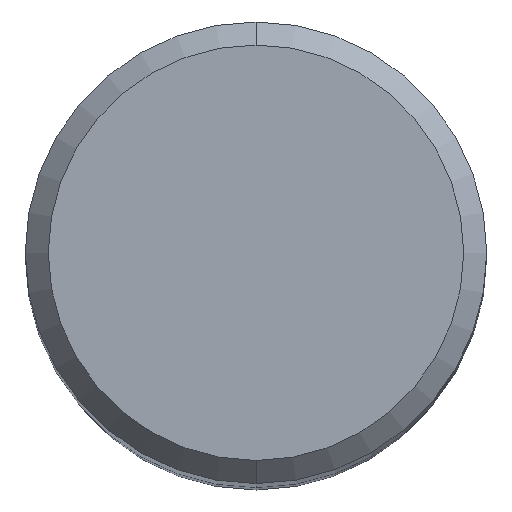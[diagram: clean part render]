
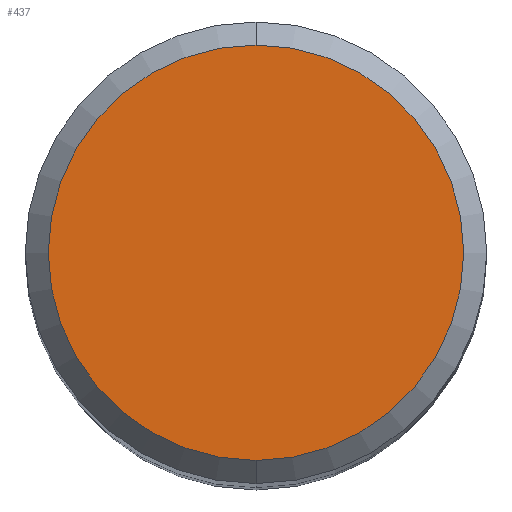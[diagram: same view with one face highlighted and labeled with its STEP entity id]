
A CAD part, top view. The second image highlights one B-rep face of the part: STEP entity #437.
In plain terms, the highlighted planar face has unit normal (0, 0, 1).
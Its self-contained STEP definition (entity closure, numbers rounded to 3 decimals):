
#203=VERTEX_POINT('',#495);
#279=EDGE_CURVE('',#203,#359,#578,.T.);
#289=EDGE_CURVE('',#359,#203,#589,.T.);
#359=VERTEX_POINT('',#674);
#437=ADVANCED_FACE('',(#755),#756,.T.);
#495=CARTESIAN_POINT('',(0.,-5.4,57.827));
#578=CIRCLE('',#1041,5.4);
#589=CIRCLE('',#1055,5.4);
#674=CARTESIAN_POINT('',(0.0,5.4,57.827));
#755=FACE_OUTER_BOUND('',#1408,.T.);
#756=PLANE('',#1409);
#1041=AXIS2_PLACEMENT_3D('',#1525,#1526,#1527);
#1055=AXIS2_PLACEMENT_3D('',#1540,#1541,#1542);
#1408=EDGE_LOOP('',(#1744,#1745));
#1409=AXIS2_PLACEMENT_3D('',#1746,#1747,#1748);
#1525=CARTESIAN_POINT('',(0.0,0.0,57.827));
#1526=DIRECTION('',(0.0,0.0,-1.0));
#1527=DIRECTION('',(0.0,1.0,0.0));
#1540=CARTESIAN_POINT('',(0.0,0.0,57.827));
#1541=DIRECTION('',(0.0,0.0,-1.0));
#1542=DIRECTION('',(0.0,1.0,0.0));
#1744=ORIENTED_EDGE('',*,*,#289,.F.);
#1745=ORIENTED_EDGE('',*,*,#279,.F.);
#1746=CARTESIAN_POINT('',(0.0,2.7,57.827));
#1747=DIRECTION('',(-0.0,0.0,1.0));
#1748=DIRECTION('',(0.0,-1.0,0.0));
